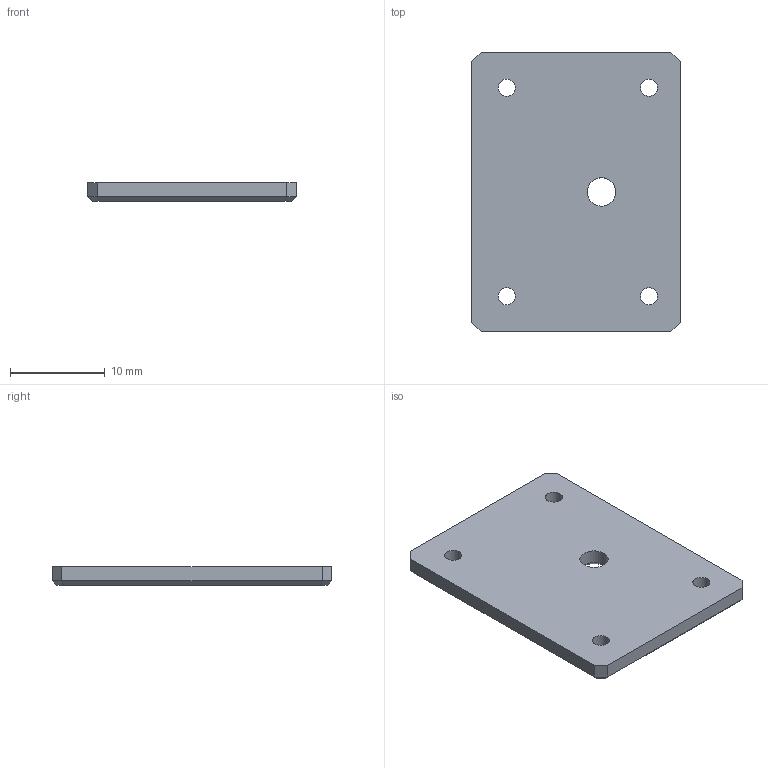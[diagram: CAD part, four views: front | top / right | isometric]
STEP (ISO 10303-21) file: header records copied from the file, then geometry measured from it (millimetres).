
FILE_DESCRIPTION(('HOOPS Exchange Step'),'2;1');
FILE_NAME('temp_export','2023-06-24T00:13:27-04:00',('gmoua'),('Shapr3D Limited'),'HOOPS Exchange 2022.2','Shapr3D','Authorized');
FILE_SCHEMA( ('AUTOMOTIVE_DESIGN { 1 0 10303 214 1 1 1 1 }') );
Length unit declared in the file: millimetre
Products named in the file (1): Lens Body Aperture
Bounding box: 22 x 29.5 x 2 mm (x, y, z)
Volume: 1242.4 mm3; surface area: 1487.3 mm2
Topology: 1 solids, 1 shells, 28 faces, 75 edges, 49 vertices
Faces by surface type: plane 18, cylinder 5, cone 5
Full cylindrical faces by diameter (mm): 1.8 x4, 3 x1
Entity records: 924 total; most frequent: DIRECTION 158, CARTESIAN_POINT 153, ORIENTED_EDGE 150, EDGE_CURVE 75, AXIS2_PLACEMENT_3D 54, VECTOR 50, LINE 50, VERTEX_POINT 49
